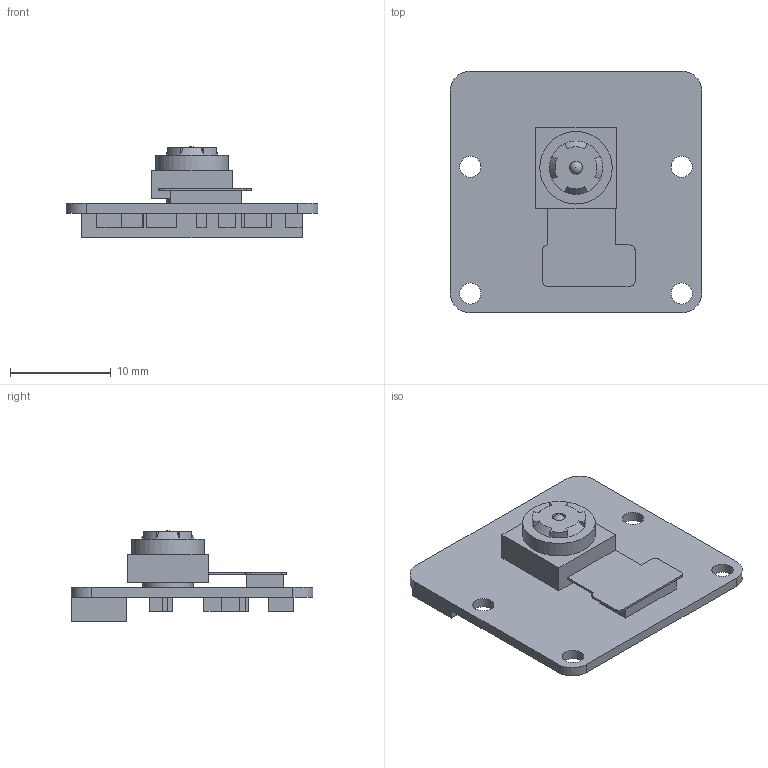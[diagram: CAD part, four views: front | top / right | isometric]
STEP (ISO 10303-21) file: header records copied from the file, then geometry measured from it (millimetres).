
FILE_DESCRIPTION(/* description */ (''),/* implementation_level */ '2;1');
FILE_NAME(/* name */ 'RPi_Camera_Module_v2 v2.step',/* time_stamp */ '2023-07-15T18:14:40+01:00',/* author */ (''),/* organization */ (''),/* preprocessor_version */ 'ST-DEVELOPER v19.2',/* originating_system */ 'Autodesk Translation Framework v12.6.0.85',/* authorisation */ '');
FILE_SCHEMA (('AUTOMOTIVE_DESIGN { 1 0 10303 214 3 1 1 }'));
Length unit declared in the file: millimetre
Products named in the file (6): RPi_Camera_Module_v2; RPi_Camera_Module_v2_1; PCB; Zif Connector; Camera Lense; Camera PCB connector
Assembly tree (5 placements, depth 3):
  RPi_Camera_Module_v2
    RPi_Camera_Module_v2_1
      PCB
      Zif Connector
      Camera Lense
      Camera PCB connector
Bounding box: 25 x 24 x 9.05 mm (x, y, z)
Volume: 1146.5 mm3; surface area: 2462 mm2
Topology: 18 solids, 18 shells, 152 faces, 328 edges, 216 vertices
Faces by surface type: plane 128, cylinder 19, cone 4, sphere 1
Full cylindrical faces by diameter (mm): 1.3 x1, 2.1 x4, 5 x1, 7.2 x1
Entity records: 4257 total; most frequent: CARTESIAN_POINT 705, DIRECTION 699, ORIENTED_EDGE 652, EDGE_CURVE 326, LINE 279, VECTOR 279, VERTEX_POINT 216, AXIS2_PLACEMENT_3D 210
